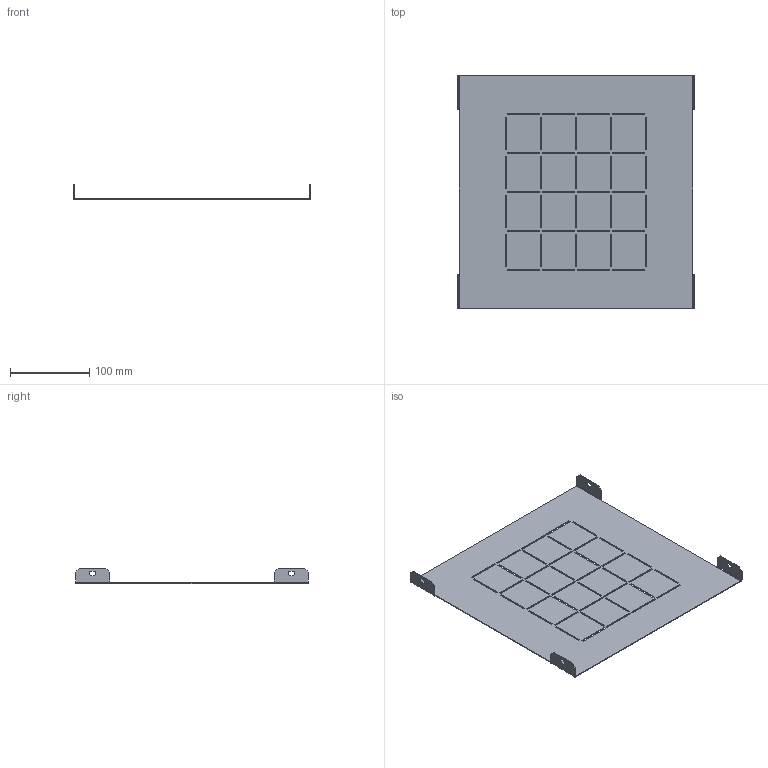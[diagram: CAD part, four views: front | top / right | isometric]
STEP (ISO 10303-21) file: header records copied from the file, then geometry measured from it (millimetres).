
FILE_DESCRIPTION (( 'STEP AP203' ), '1' );
FILE_NAME ('MA1.800.040400.02.00 AleSta-PCH44 Ïàíåëü ãîðèçîíòàëüíàÿ äëÿ ñåêöèîíèðîâàíèÿ Ø400 Ã400 ìì.STEP', '2024-06-06T07:33:01', ( '' ), ( '' ), 'SwSTEP 2.0', 'SolidWorks 2021', '' );
FILE_SCHEMA (( 'CONFIG_CONTROL_DESIGN' ));
Length unit declared in the file: millimetre
Products named in the file (2): MA1.800.060600.02.01 Ïàíåëü ãîðèçîíòàëüíàÿ äëÿ ñåêöèîíèðîâàíèÿ Ø600 Ã600 ìì_Copy of ƒ=400; MA1.800.040400.02.00 AleSta-PCH44 Ïàíåëü ãîðèçîíòàëüíàÿ äëÿ ñåêöèîíèðîâàíèÿ Ø400 Ã400 ìì
Assembly tree (1 placements, depth 2):
  MA1.800.040400.02.00 AleSta-PCH44 Ïàíåëü ãîðèçîíòàëüíàÿ äëÿ ñåêöèîíèðîâàíèÿ Ø400 Ã400 ìì
    MA1.800.060600.02.01 Ïàíåëü ãîðèçîíòàëüíàÿ äëÿ ñåêöèîíèðîâàíèÿ Ø600 Ã600 ìì_Copy of ƒ=400
Bounding box: 298 x 293 x 19.5 mm (x, y, z)
Volume: 85696.7 mm3; surface area: 176595.5 mm2
Topology: 1 solids, 1 shells, 274 faces, 784 edges, 512 vertices
Faces by surface type: plane 258, cylinder 16
Entity records: 9212 total; most frequent: CARTESIAN_POINT 1574, ORIENTED_EDGE 1568, DIRECTION 1420, EDGE_CURVE 784, LINE 704, VECTOR 704, VERTEX_POINT 512, EDGE_LOOP 386
